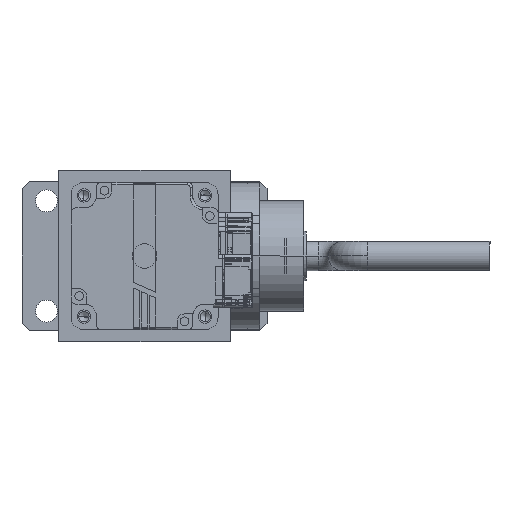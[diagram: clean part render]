
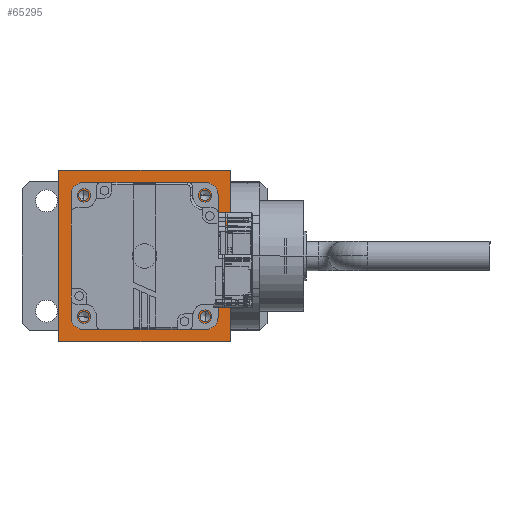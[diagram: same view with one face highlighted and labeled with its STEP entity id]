
A CAD part, front view. The second image highlights one B-rep face of the part: STEP entity #65295.
In plain terms, the highlighted face is planar.
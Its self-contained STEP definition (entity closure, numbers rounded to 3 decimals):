
#2944 = VERTEX_POINT ( 'NONE', #46460 ) ;
#3940 = DIRECTION ( 'NONE',  ( 1., 0., 0. ) ) ;
#4071 = AXIS2_PLACEMENT_3D ( 'NONE', #72325, #53832, #53415 ) ;
#4243 = AXIS2_PLACEMENT_3D ( 'NONE', #51294, #64729, #76521 ) ;
#4665 = CARTESIAN_POINT ( 'NONE',  ( 22.649, 10.251, -55. ) ) ;
#5611 = CIRCLE ( 'NONE', #4243, 25. ) ;
#6179 = DIRECTION ( 'NONE',  ( 0., 1., 0. ) ) ;
#6692 = LINE ( 'NONE', #51645, #61371 ) ;
#8574 = VECTOR ( 'NONE', #66427, 1000. ) ;
#8774 = VERTEX_POINT ( 'NONE', #4665 ) ;
#9272 = EDGE_CURVE ( 'NONE', #75952, #22511, #6692, .T. ) ;
#9846 = FACE_BOUND ( 'NONE', #33068, .T. ) ;
#10121 = CIRCLE ( 'NONE', #79876, 2.1 ) ;
#10801 = VERTEX_POINT ( 'NONE', #70902 ) ;
#11520 = ORIENTED_EDGE ( 'NONE', *, *, #53569, .F. ) ;
#11557 = DIRECTION ( 'NONE',  ( -1., 0., 0. ) ) ;
#11957 = DIRECTION ( 'NONE',  ( 0., 0., -1. ) ) ;
#12230 = DIRECTION ( 'NONE',  ( 0., -1., 0. ) ) ;
#12729 = EDGE_CURVE ( 'NONE', #36131, #8774, #64472, .T. ) ;
#14089 = AXIS2_PLACEMENT_3D ( 'NONE', #24980, #11957, #50613 ) ;
#15187 = CARTESIAN_POINT ( 'NONE',  ( 35., 0., -55. ) ) ;
#15486 = EDGE_CURVE ( 'NONE', #68671, #58230, #35149, .T. ) ;
#17477 = DIRECTION ( 'NONE',  ( 1., 0., 0. ) ) ;
#19076 = AXIS2_PLACEMENT_3D ( 'NONE', #55962, #56775, #12230 ) ;
#22476 = FACE_BOUND ( 'NONE', #23176, .T. ) ;
#22511 = VERTEX_POINT ( 'NONE', #32337 ) ;
#22804 = CARTESIAN_POINT ( 'NONE',  ( -35., 0., -55. ) ) ;
#23094 = LINE ( 'NONE', #55844, #28539 ) ;
#23176 = EDGE_LOOP ( 'NONE', ( #37544, #24388 ) ) ;
#24388 = ORIENTED_EDGE ( 'NONE', *, *, #81813, .F. ) ;
#24398 = AXIS2_PLACEMENT_3D ( 'NONE', #68516, #61386, #43291 ) ;
#24980 = CARTESIAN_POINT ( 'NONE',  ( 24.749, 10.251, -55. ) ) ;
#25298 = AXIS2_PLACEMENT_3D ( 'NONE', #29166, #48108, #3940 ) ;
#25643 = VERTEX_POINT ( 'NONE', #50730 ) ;
#25940 = EDGE_CURVE ( 'NONE', #65565, #2944, #37625, .T. ) ;
#26181 = CIRCLE ( 'NONE', #65089, 2.1 ) ;
#26934 = VECTOR ( 'NONE', #11557, 1000. ) ;
#27031 = ORIENTED_EDGE ( 'NONE', *, *, #12729, .F. ) ;
#27439 = EDGE_CURVE ( 'NONE', #25643, #51352, #56605, .T. ) ;
#27672 = CIRCLE ( 'NONE', #74642, 2.1 ) ;
#28539 = VECTOR ( 'NONE', #54602, 1000. ) ;
#28748 = FACE_BOUND ( 'NONE', #60305, .T. ) ;
#29166 = CARTESIAN_POINT ( 'NONE',  ( 0., 0., -55. ) ) ;
#30666 = EDGE_CURVE ( 'NONE', #10801, #39606, #5611, .T. ) ;
#30778 = CARTESIAN_POINT ( 'NONE',  ( -26.849, 59.749, -55. ) ) ;
#31269 = CARTESIAN_POINT ( 'NONE',  ( -24.749, 8.151, -55. ) ) ;
#32049 = CARTESIAN_POINT ( 'NONE',  ( 35., 70., -55. ) ) ;
#32337 = CARTESIAN_POINT ( 'NONE',  ( 35., 0., -55. ) ) ;
#33068 = EDGE_LOOP ( 'NONE', ( #42372, #60904 ) ) ;
#35149 = CIRCLE ( 'NONE', #24398, 2.1 ) ;
#36131 = VERTEX_POINT ( 'NONE', #80346 ) ;
#37161 = ORIENTED_EDGE ( 'NONE', *, *, #39297, .F. ) ;
#37544 = ORIENTED_EDGE ( 'NONE', *, *, #78424, .F. ) ;
#37625 = LINE ( 'NONE', #43487, #26934 ) ;
#39297 = EDGE_CURVE ( 'NONE', #22511, #65565, #53807, .T. ) ;
#39606 = VERTEX_POINT ( 'NONE', #47456 ) ;
#40725 = VERTEX_POINT ( 'NONE', #30778 ) ;
#40911 = EDGE_CURVE ( 'NONE', #51352, #25643, #10121, .T. ) ;
#41771 = ORIENTED_EDGE ( 'NONE', *, *, #25940, .F. ) ;
#42372 = ORIENTED_EDGE ( 'NONE', *, *, #61427, .F. ) ;
#43291 = DIRECTION ( 'NONE',  ( 0., 1., 0. ) ) ;
#43487 = CARTESIAN_POINT ( 'NONE',  ( 0., 70., -55. ) ) ;
#43588 = AXIS2_PLACEMENT_3D ( 'NONE', #49391, #75005, #17477 ) ;
#44805 = DIRECTION ( 'NONE',  ( -1., 0., 0. ) ) ;
#46460 = CARTESIAN_POINT ( 'NONE',  ( -35., 70., -55. ) ) ;
#46531 = EDGE_LOOP ( 'NONE', ( #27031, #74946 ) ) ;
#46533 = ORIENTED_EDGE ( 'NONE', *, *, #9272, .F. ) ;
#47456 = CARTESIAN_POINT ( 'NONE',  ( -25., 35., -55. ) ) ;
#47514 = CARTESIAN_POINT ( 'NONE',  ( 24.749, 61.849, -55. ) ) ;
#47534 = CARTESIAN_POINT ( 'NONE',  ( -22.649, 59.749, -55. ) ) ;
#48108 = DIRECTION ( 'NONE',  ( 0., 0., 1. ) ) ;
#49085 = EDGE_CURVE ( 'NONE', #2944, #75952, #23094, .T. ) ;
#49200 = CARTESIAN_POINT ( 'NONE',  ( 24.749, 57.649, -55. ) ) ;
#49391 = CARTESIAN_POINT ( 'NONE',  ( 0., 35., -55. ) ) ;
#50613 = DIRECTION ( 'NONE',  ( 1., 0., 0. ) ) ;
#50730 = CARTESIAN_POINT ( 'NONE',  ( -24.749, 12.351, -55. ) ) ;
#51294 = CARTESIAN_POINT ( 'NONE',  ( 0., 35., -55. ) ) ;
#51352 = VERTEX_POINT ( 'NONE', #31269 ) ;
#51645 = CARTESIAN_POINT ( 'NONE',  ( 0., 0., -55. ) ) ;
#51834 = EDGE_LOOP ( 'NONE', ( #54761, #11520 ) ) ;
#52448 = DIRECTION ( 'NONE',  ( -1., 0., 0. ) ) ;
#53415 = DIRECTION ( 'NONE',  ( 1., 0., 0. ) ) ;
#53569 = EDGE_CURVE ( 'NONE', #58230, #68671, #26181, .T. ) ;
#53807 = LINE ( 'NONE', #15187, #8574 ) ;
#53832 = DIRECTION ( 'NONE',  ( 0., 0., -1. ) ) ;
#54244 = CIRCLE ( 'NONE', #77080, 2.1 ) ;
#54602 = DIRECTION ( 'NONE',  ( 0., -1., 0. ) ) ;
#54761 = ORIENTED_EDGE ( 'NONE', *, *, #15486, .F. ) ;
#55623 = PLANE ( 'NONE',  #25298 ) ;
#55844 = CARTESIAN_POINT ( 'NONE',  ( -35., 0., -55. ) ) ;
#55962 = CARTESIAN_POINT ( 'NONE',  ( -24.749, 10.251, -55. ) ) ;
#56605 = CIRCLE ( 'NONE', #19076, 2.1 ) ;
#56775 = DIRECTION ( 'NONE',  ( 0., 0., -1. ) ) ;
#57028 = CARTESIAN_POINT ( 'NONE',  ( 24.749, 59.749, -55. ) ) ;
#58230 = VERTEX_POINT ( 'NONE', #49200 ) ;
#60305 = EDGE_LOOP ( 'NONE', ( #74161, #77768 ) ) ;
#60904 = ORIENTED_EDGE ( 'NONE', *, *, #30666, .F. ) ;
#61270 = DIRECTION ( 'NONE',  ( 0., -1., 0. ) ) ;
#61371 = VECTOR ( 'NONE', #77267, 1000. ) ;
#61386 = DIRECTION ( 'NONE',  ( 0., 0., -1. ) ) ;
#61427 = EDGE_CURVE ( 'NONE', #39606, #10801, #71772, .T. ) ;
#61524 = EDGE_CURVE ( 'NONE', #8774, #36131, #75799, .T. ) ;
#64446 = ORIENTED_EDGE ( 'NONE', *, *, #49085, .F. ) ;
#64472 = CIRCLE ( 'NONE', #4071, 2.1 ) ;
#64729 = DIRECTION ( 'NONE',  ( 0., 0., -1. ) ) ;
#65089 = AXIS2_PLACEMENT_3D ( 'NONE', #57028, #68835, #6179 ) ;
#65180 = DIRECTION ( 'NONE',  ( 0., 0., -1. ) ) ;
#65295 = ADVANCED_FACE ( 'NONE', ( #74540, #28748, #67405, #80010, #22476, #9846 ), #55623, .F. ) ;
#65479 = CARTESIAN_POINT ( 'NONE',  ( -24.749, 59.749, -55. ) ) ;
#65565 = VERTEX_POINT ( 'NONE', #32049 ) ;
#66427 = DIRECTION ( 'NONE',  ( 0., 1., 0. ) ) ;
#67405 = FACE_BOUND ( 'NONE', #46531, .T. ) ;
#68516 = CARTESIAN_POINT ( 'NONE',  ( 24.749, 59.749, -55. ) ) ;
#68671 = VERTEX_POINT ( 'NONE', #47514 ) ;
#68835 = DIRECTION ( 'NONE',  ( 0., 0., -1. ) ) ;
#70447 = EDGE_LOOP ( 'NONE', ( #41771, #37161, #46533, #64446 ) ) ;
#70902 = CARTESIAN_POINT ( 'NONE',  ( 25., 35., -55. ) ) ;
#71245 = DIRECTION ( 'NONE',  ( 0., 0., -1. ) ) ;
#71662 = CARTESIAN_POINT ( 'NONE',  ( -24.749, 59.749, -55. ) ) ;
#71772 = CIRCLE ( 'NONE', #43588, 25. ) ;
#72192 = DIRECTION ( 'NONE',  ( 0., 0., -1. ) ) ;
#72325 = CARTESIAN_POINT ( 'NONE',  ( 24.749, 10.251, -55. ) ) ;
#74161 = ORIENTED_EDGE ( 'NONE', *, *, #40911, .F. ) ;
#74540 = FACE_OUTER_BOUND ( 'NONE', #70447, .T. ) ;
#74642 = AXIS2_PLACEMENT_3D ( 'NONE', #65479, #72192, #52448 ) ;
#74946 = ORIENTED_EDGE ( 'NONE', *, *, #61524, .F. ) ;
#75005 = DIRECTION ( 'NONE',  ( 0., 0., -1. ) ) ;
#75799 = CIRCLE ( 'NONE', #14089, 2.1 ) ;
#75952 = VERTEX_POINT ( 'NONE', #22804 ) ;
#76521 = DIRECTION ( 'NONE',  ( 1., 0., 0. ) ) ;
#77080 = AXIS2_PLACEMENT_3D ( 'NONE', #71662, #71245, #44805 ) ;
#77267 = DIRECTION ( 'NONE',  ( 1., 0., 0. ) ) ;
#77768 = ORIENTED_EDGE ( 'NONE', *, *, #27439, .F. ) ;
#78424 = EDGE_CURVE ( 'NONE', #40725, #78599, #54244, .T. ) ;
#78599 = VERTEX_POINT ( 'NONE', #47534 ) ;
#78629 = CARTESIAN_POINT ( 'NONE',  ( -24.749, 10.251, -55. ) ) ;
#79876 = AXIS2_PLACEMENT_3D ( 'NONE', #78629, #65180, #61270 ) ;
#80010 = FACE_BOUND ( 'NONE', #51834, .T. ) ;
#80346 = CARTESIAN_POINT ( 'NONE',  ( 26.849, 10.251, -55. ) ) ;
#81813 = EDGE_CURVE ( 'NONE', #78599, #40725, #27672, .T. ) ;
